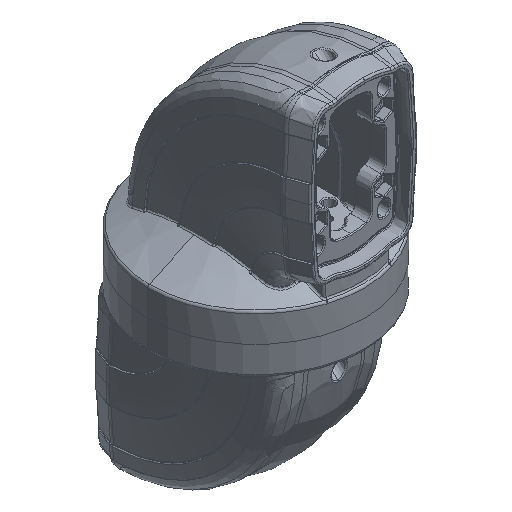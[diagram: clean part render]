
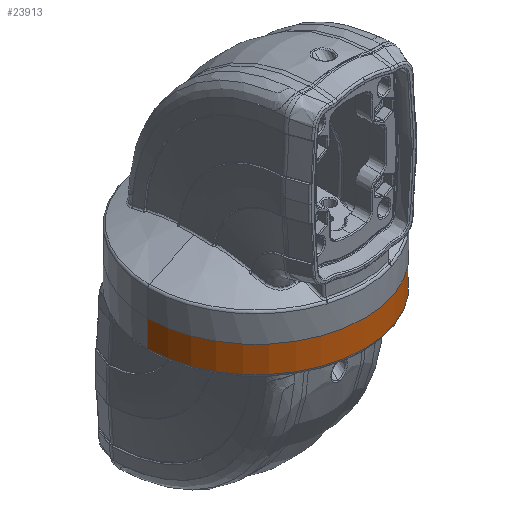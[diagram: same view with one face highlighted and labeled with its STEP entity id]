
A CAD part, isometric view. The second image highlights one B-rep face of the part: STEP entity #23913.
In plain terms, the highlighted cylindrical face has radius 84 mm (diameter 168 mm), a partial arc.
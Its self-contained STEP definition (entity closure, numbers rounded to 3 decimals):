
#954 = DIRECTION ( 'NONE',  ( 0., 0., 1. ) ) ;
#1740 = DIRECTION ( 'NONE',  ( 0., 0., -1. ) ) ;
#2963 = AXIS2_PLACEMENT_3D ( 'NONE', #120300, #120848, #48393 ) ;
#4675 = ORIENTED_EDGE ( 'NONE', *, *, #58223, .F. ) ;
#8213 = DIRECTION ( 'NONE',  ( 0., 0., 1. ) ) ;
#8896 = AXIS2_PLACEMENT_3D ( 'NONE', #143401, #1740, #147266 ) ;
#16843 = EDGE_CURVE ( 'NONE', #119110, #136425, #146292, .T. ) ;
#18318 = VERTEX_POINT ( 'NONE', #112971 ) ;
#23913 = ADVANCED_FACE ( 'NONE', ( #41892 ), #102179, .T. ) ;
#32339 = DIRECTION ( 'NONE',  ( -1., 0., 0. ) ) ;
#33094 = ORIENTED_EDGE ( 'NONE', *, *, #134543, .T. ) ;
#34047 = CARTESIAN_POINT ( 'NONE',  ( -175.254, -17.177, 88.321 ) ) ;
#40302 = CARTESIAN_POINT ( 'NONE',  ( -7.254, -17.177, 66.574 ) ) ;
#41892 = FACE_OUTER_BOUND ( 'NONE', #47630, .T. ) ;
#47625 = VERTEX_POINT ( 'NONE', #140516 ) ;
#47630 = EDGE_LOOP ( 'NONE', ( #134330, #93056, #33094, #4675 ) ) ;
#48393 = DIRECTION ( 'NONE',  ( 1., 0., 0. ) ) ;
#58223 = EDGE_CURVE ( 'NONE', #136425, #47625, #95338, .T. ) ;
#64002 = VECTOR ( 'NONE', #954, 1000. ) ;
#85226 = CARTESIAN_POINT ( 'NONE',  ( -91.254, -17.177, 88.321 ) ) ;
#87082 = DIRECTION ( 'NONE',  ( 0., 0., 1. ) ) ;
#93056 = ORIENTED_EDGE ( 'NONE', *, *, #102008, .F. ) ;
#95338 = CIRCLE ( 'NONE', #156439, 84. ) ;
#102008 = EDGE_CURVE ( 'NONE', #18318, #119110, #160465, .T. ) ;
#102179 = CYLINDRICAL_SURFACE ( 'NONE', #2963, 84. ) ;
#112971 = CARTESIAN_POINT ( 'NONE',  ( -7.254, -17.177, 67.848 ) ) ;
#119110 = VERTEX_POINT ( 'NONE', #138024 ) ;
#120300 = CARTESIAN_POINT ( 'NONE',  ( -91.254, -17.177, 66.574 ) ) ;
#120848 = DIRECTION ( 'NONE',  ( 0., 0., 1. ) ) ;
#130375 = LINE ( 'NONE', #40302, #64002 ) ;
#134330 = ORIENTED_EDGE ( 'NONE', *, *, #16843, .F. ) ;
#134543 = EDGE_CURVE ( 'NONE', #18318, #47625, #130375, .T. ) ;
#136425 = VERTEX_POINT ( 'NONE', #34047 ) ;
#138024 = CARTESIAN_POINT ( 'NONE',  ( -175.254, -17.177, 67.848 ) ) ;
#139330 = CARTESIAN_POINT ( 'NONE',  ( -175.254, -17.177, 66.574 ) ) ;
#140516 = CARTESIAN_POINT ( 'NONE',  ( -7.254, -17.177, 88.321 ) ) ;
#142274 = VECTOR ( 'NONE', #87082, 1000. ) ;
#143401 = CARTESIAN_POINT ( 'NONE',  ( -91.254, -17.177, 67.848 ) ) ;
#146292 = LINE ( 'NONE', #139330, #142274 ) ;
#147266 = DIRECTION ( 'NONE',  ( 1., 0., 0. ) ) ;
#156439 = AXIS2_PLACEMENT_3D ( 'NONE', #85226, #8213, #32339 ) ;
#160465 = CIRCLE ( 'NONE', #8896, 84. ) ;
